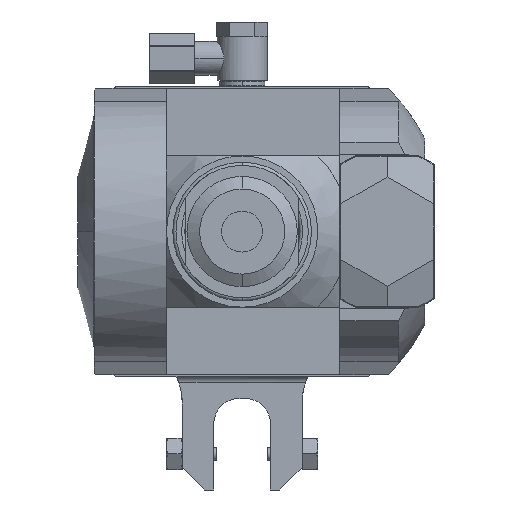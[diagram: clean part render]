
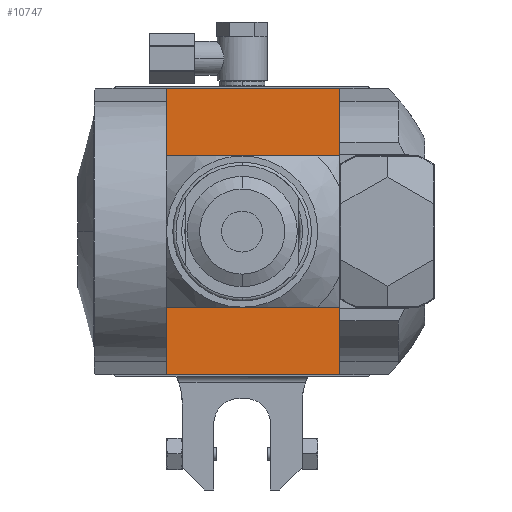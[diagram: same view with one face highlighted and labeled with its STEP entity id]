
A CAD part, left-side view. The second image highlights one B-rep face of the part: STEP entity #10747.
In plain terms, the highlighted planar face has unit normal (-1, 0, 0).
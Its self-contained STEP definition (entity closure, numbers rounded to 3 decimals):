
#1589=DIRECTION('',(0.,1.,0.));
#1590=VECTOR('',#1589,55.);
#1591=CARTESIAN_POINT('',(-55.8,-31.,-45.5));
#1592=LINE('',#1591,#1590);
#1855=DIRECTION('',(0.,-1.,0.));
#1856=VECTOR('',#1855,55.);
#1857=CARTESIAN_POINT('',(-55.8,24.,45.5));
#1858=LINE('',#1857,#1856);
#2071=DIRECTION('',(0.,0.,1.));
#2072=VECTOR('',#2071,91.);
#2073=CARTESIAN_POINT('',(-55.8,-31.,-45.5));
#2074=LINE('',#2073,#2072);
#2587=DIRECTION('',(0.,0.,1.));
#2588=VECTOR('',#2587,91.);
#2589=CARTESIAN_POINT('',(-55.8,24.,-45.5));
#2590=LINE('',#2589,#2588);
#7199=CARTESIAN_POINT('',(-55.8,24.,-45.5));
#7200=CARTESIAN_POINT('',(-55.8,24.,45.5));
#7201=VERTEX_POINT('',#7199);
#7202=VERTEX_POINT('',#7200);
#7203=CARTESIAN_POINT('',(-55.8,-31.,-45.5));
#7204=CARTESIAN_POINT('',(-55.8,-31.,45.5));
#7205=VERTEX_POINT('',#7203);
#7206=VERTEX_POINT('',#7204);
#10735=CARTESIAN_POINT('',(-55.8,24.,-57.));
#10736=DIRECTION('',(1.,0.,0.));
#10737=DIRECTION('',(0.,0.,1.));
#10738=AXIS2_PLACEMENT_3D('',#10735,#10736,#10737);
#10739=PLANE('',#10738);
#10741=ORIENTED_EDGE('',*,*,#10740,.T.);
#10742=ORIENTED_EDGE('',*,*,#9790,.T.);
#10743=ORIENTED_EDGE('',*,*,#10025,.F.);
#10744=ORIENTED_EDGE('',*,*,#9518,.T.);
#10745=EDGE_LOOP('',(#10741,#10742,#10743,#10744));
#10746=FACE_OUTER_BOUND('',#10745,.F.);
#10747=ADVANCED_FACE('',(#10746),#10739,.F.);
#9518=EDGE_CURVE('',#7205,#7201,#1592,.T.);
#9790=EDGE_CURVE('',#7202,#7206,#1858,.T.);
#10025=EDGE_CURVE('',#7205,#7206,#2074,.T.);
#10740=EDGE_CURVE('',#7201,#7202,#2590,.T.);
